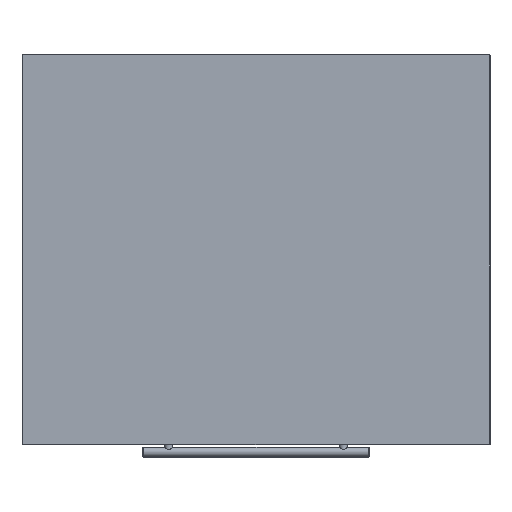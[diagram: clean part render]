
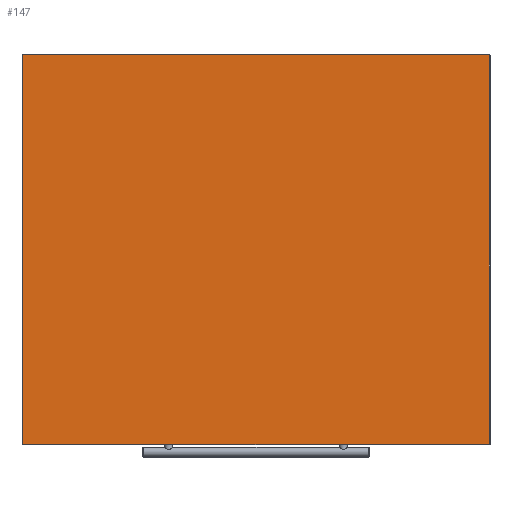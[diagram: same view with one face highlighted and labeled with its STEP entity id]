
A CAD part, top view. The second image highlights one B-rep face of the part: STEP entity #147.
In plain terms, the highlighted face is planar.
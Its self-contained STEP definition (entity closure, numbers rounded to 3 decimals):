
#147=ADVANCED_FACE('',(#244),#1455,.T.);
#244=FACE_OUTER_BOUND('',#341,.T.);
#341=EDGE_LOOP('',(#463,#464,#465,#466));
#463=ORIENTED_EDGE('',*,*,#873,.T.);
#464=ORIENTED_EDGE('',*,*,#883,.T.);
#465=ORIENTED_EDGE('',*,*,#884,.T.);
#466=ORIENTED_EDGE('',*,*,#885,.T.);
#873=EDGE_CURVE('',#1294,#1293,#1127,.T.);
#883=EDGE_CURVE('',#1293,#1303,#1137,.T.);
#884=EDGE_CURVE('',#1303,#1304,#1138,.T.);
#885=EDGE_CURVE('',#1304,#1294,#1139,.T.);
#1127=B_SPLINE_CURVE_WITH_KNOTS('',1,(#2169,#2170),.UNSPECIFIED.,.F.,.F.,
(2,2),(-598.,0.),.UNSPECIFIED.);
#1137=B_SPLINE_CURVE_WITH_KNOTS('',1,(#2189,#2190),.UNSPECIFIED.,.F.,.F.,
(2,2),(0.,499.),.UNSPECIFIED.);
#1138=B_SPLINE_CURVE_WITH_KNOTS('',1,(#2191,#2192),.UNSPECIFIED.,.F.,.F.,
(2,2),(0.,598.),.UNSPECIFIED.);
#1139=B_SPLINE_CURVE_WITH_KNOTS('',1,(#2193,#2194),.UNSPECIFIED.,.F.,.F.,
(2,2),(0.,499.),.UNSPECIFIED.);
#1293=VERTEX_POINT('',#2143);
#1294=VERTEX_POINT('',#2144);
#1303=VERTEX_POINT('',#2153);
#1304=VERTEX_POINT('',#2154);
#1455=PLANE('',#1704);
#1704=AXIS2_PLACEMENT_3D('',#1945,#1818,$);
#1818=DIRECTION('',(0.,1.,0.));
#1945=CARTESIAN_POINT('',(-358.8,20.,-299.9));
#2143=CARTESIAN_POINT('',(-299.,20.,-250.));
#2144=CARTESIAN_POINT('',(299.,20.,-250.));
#2153=CARTESIAN_POINT('',(-299.,20.,249.));
#2154=CARTESIAN_POINT('',(299.,20.,249.));
#2169=CARTESIAN_POINT('',(299.,20.,-250.));
#2170=CARTESIAN_POINT('',(-299.,20.,-250.));
#2189=CARTESIAN_POINT('',(-299.,20.,-250.));
#2190=CARTESIAN_POINT('',(-299.,20.,249.));
#2191=CARTESIAN_POINT('',(-299.,20.,249.));
#2192=CARTESIAN_POINT('',(299.,20.,249.));
#2193=CARTESIAN_POINT('',(299.,20.,249.));
#2194=CARTESIAN_POINT('',(299.,20.,-250.));
